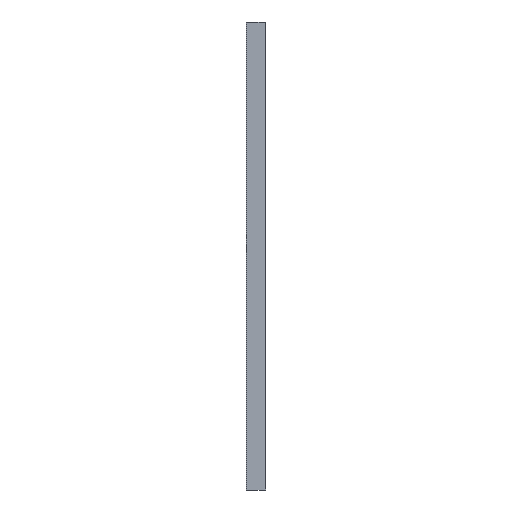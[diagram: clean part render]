
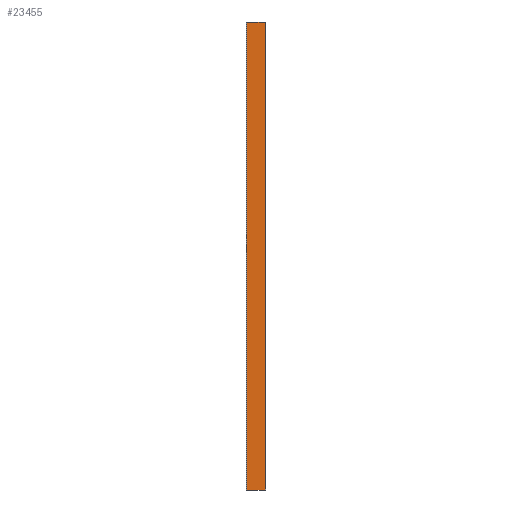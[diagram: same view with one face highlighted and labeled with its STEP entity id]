
A CAD part, left-side view. The second image highlights one B-rep face of the part: STEP entity #23455.
In plain terms, the highlighted planar face has unit normal (-1, 0, 0).
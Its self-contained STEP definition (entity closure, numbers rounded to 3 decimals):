
#164=DIRECTION('',(0.,-1.,0.));
#165=VECTOR('',#164,80.);
#166=CARTESIAN_POINT('',(-65.,83.,0.));
#167=LINE('',#166,#165);
#3333=DIRECTION('',(0.,1.,0.));
#3334=VECTOR('',#3333,80.);
#3335=CARTESIAN_POINT('',(-65.,3.,-2000.));
#3336=LINE('',#3335,#3334);
#8651=DIRECTION('',(0.,0.,-1.));
#8652=VECTOR('',#8651,2000.);
#8653=CARTESIAN_POINT('',(-65.,83.,0.));
#8654=LINE('',#8653,#8652);
#8655=DIRECTION('',(0.,0.,-1.));
#8656=VECTOR('',#8655,2000.);
#8657=CARTESIAN_POINT('',(-65.,3.,0.));
#8658=LINE('',#8657,#8656);
#10200=CARTESIAN_POINT('',(-65.,3.,-2000.));
#10202=VERTEX_POINT('',#10200);
#10203=CARTESIAN_POINT('',(-65.,3.,0.));
#10204=VERTEX_POINT('',#10203);
#10223=CARTESIAN_POINT('',(-65.,83.,-2000.));
#10225=VERTEX_POINT('',#10223);
#10229=CARTESIAN_POINT('',(-65.,83.,0.));
#10230=VERTEX_POINT('',#10229);
#23443=CARTESIAN_POINT('',(-65.,85.,0.));
#23444=DIRECTION('',(-1.,0.,0.));
#23445=DIRECTION('',(0.,-1.,0.));
#23446=AXIS2_PLACEMENT_3D('',#23443,#23444,#23445);
#23447=PLANE('',#23446);
#23449=ORIENTED_EDGE('',*,*,#23448,.F.);
#23450=ORIENTED_EDGE('',*,*,#11622,.T.);
#23451=ORIENTED_EDGE('',*,*,#23436,.T.);
#23452=ORIENTED_EDGE('',*,*,#13512,.T.);
#23453=EDGE_LOOP('',(#23449,#23450,#23451,#23452));
#23454=FACE_OUTER_BOUND('',#23453,.F.);
#11622=EDGE_CURVE('',#10230,#10204,#167,.T.);
#13512=EDGE_CURVE('',#10202,#10225,#3336,.T.);
#23436=EDGE_CURVE('',#10204,#10202,#8658,.T.);
#23448=EDGE_CURVE('',#10230,#10225,#8654,.T.);
#23455=ADVANCED_FACE('',(#23454),#23447,.T.);
